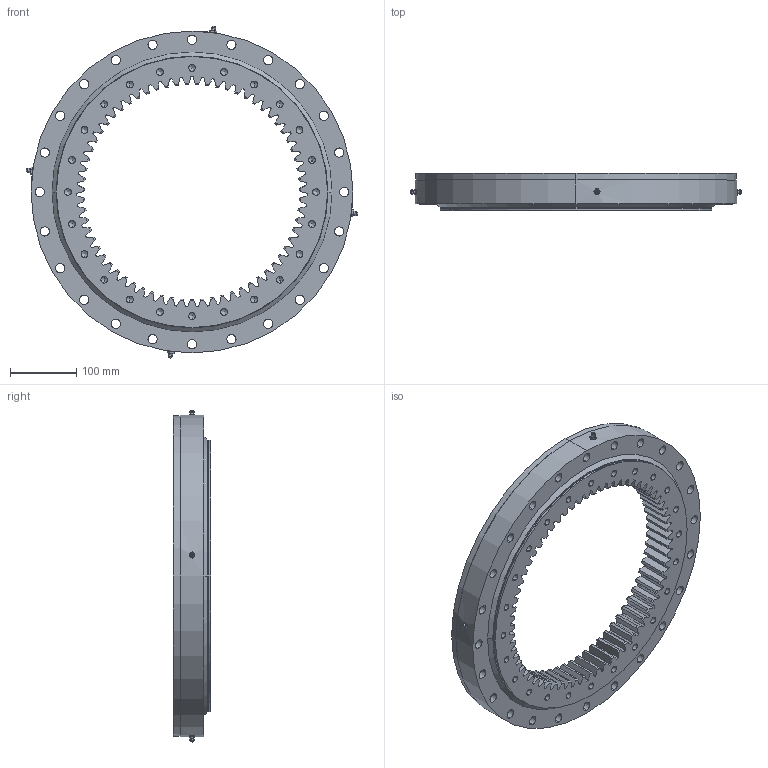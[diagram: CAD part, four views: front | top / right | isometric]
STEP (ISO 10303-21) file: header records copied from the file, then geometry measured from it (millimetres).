
FILE_DESCRIPTION (( 'STEP AP203' ), '1' );
FILE_NAME ('32-0411-01.STEP', '2017-12-28T10:28:50', ( 'defontaine' ), ( 'Hewlett-Packard Company' ), 'SwSTEP 2.0', 'SolidWorks 2016', '' );
FILE_SCHEMA (( 'CONFIG_CONTROL_DESIGN' ));
Length unit declared in the file: millimetre
Products named in the file (1): 32-0411-01
Bounding box: 501.28 x 56 x 501.28 mm (x, y, z)
Volume: 3730276.8 mm3; surface area: 654077.9 mm2
Topology: 9 solids, 9 shells, 704 faces, 1925 edges, 1231 vertices
Faces by surface type: cylinder 265, cone 215, plane 188, torus 26, sphere 10
Entity records: 23023 total; most frequent: CARTESIAN_POINT 5123, DIRECTION 3766, ORIENTED_EDGE 3744, EDGE_CURVE 1872, AXIS2_PLACEMENT_3D 1473, VERTEX_POINT 1228, VECTOR 820, LINE 820
